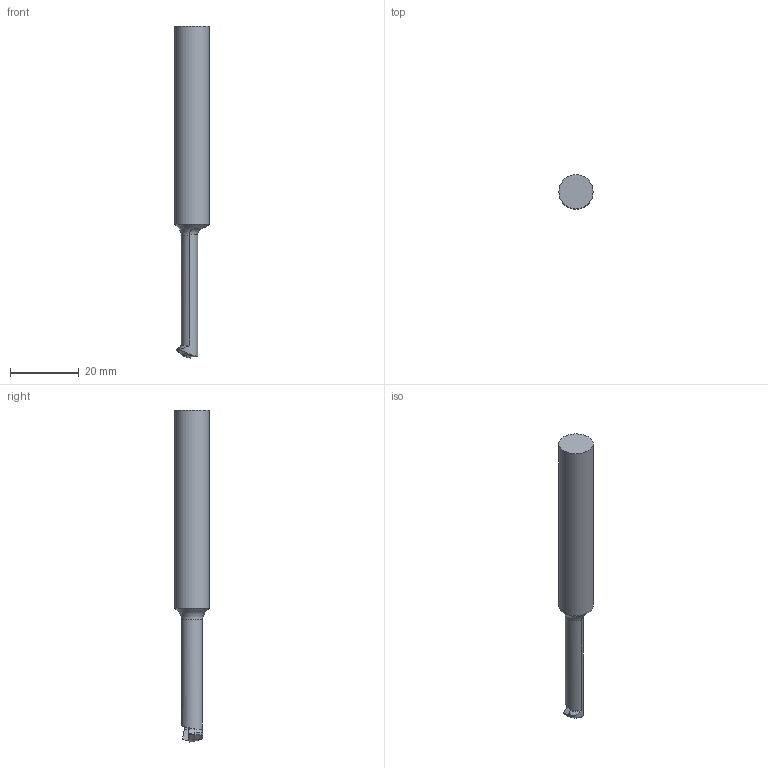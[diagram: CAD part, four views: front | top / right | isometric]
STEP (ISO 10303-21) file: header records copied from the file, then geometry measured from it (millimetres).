
FILE_DESCRIPTION((''),'1');
FILE_NAME('ST10-CM08-45B-35.stp','2024-01-12T02:09:46',(''),(''),'Spatial Interop R21 SP3','Kubotek KeyCreator 2011 V10.0.2 (22737)',' ');
FILE_SCHEMA(('automotive_design'));
Length unit declared in the file: millimetre
Products named in the file (2): 240[2]; 241[3]
Bounding box: 10 x 10 x 96.94 mm (x, y, z)
Volume: 5435.7 mm3; surface area: 2670.3 mm2
Topology: 2 solids, 2 shells, 37 faces, 99 edges, 66 vertices
Faces by surface type: plane 16, cylinder 11, torus 6, cone 4
Full cylindrical faces by diameter (mm): 10 x1
Entity records: 2236 total; most frequent: CARTESIAN_POINT 396, ORIENTED_EDGE 190, PRESENTATION_STYLE_ASSIGNMENT 173, COLOUR_RGB 173, DIRECTION 167, STYLED_ITEM 134, CURVE_STYLE 134, DRAUGHTING_PRE_DEFINED_CURVE_FONT 134
